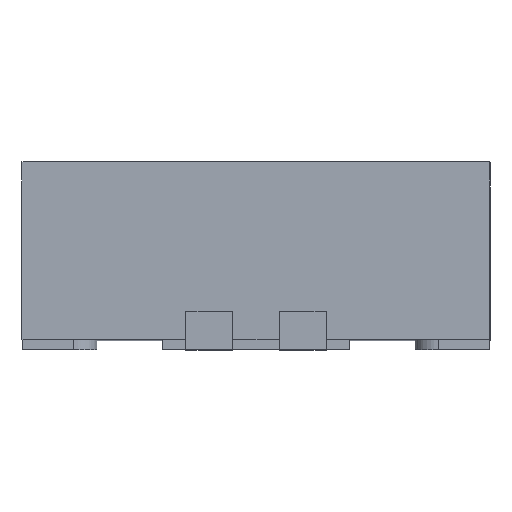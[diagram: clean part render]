
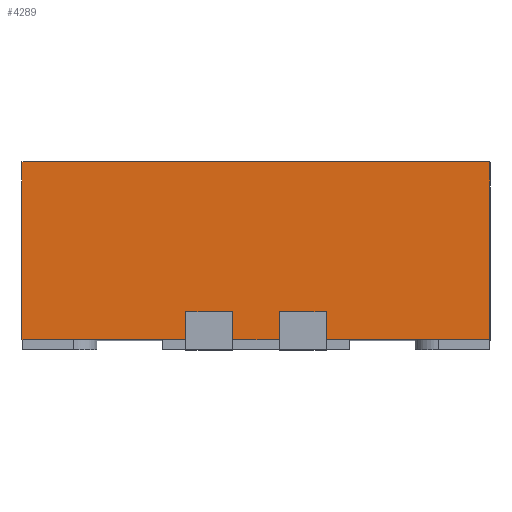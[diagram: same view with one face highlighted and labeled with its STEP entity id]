
A CAD part, top view. The second image highlights one B-rep face of the part: STEP entity #4289.
In plain terms, the highlighted planar face has unit normal (0, 0, 1).
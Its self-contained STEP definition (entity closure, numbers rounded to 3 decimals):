
#193 = DIRECTION ( 'NONE',  ( 1., 0., 0. ) ) ;
#271 = VECTOR ( 'NONE', #1100, 1000. ) ;
#283 = VECTOR ( 'NONE', #3100, 1000. ) ;
#317 = CARTESIAN_POINT ( 'NONE',  ( 1.25, 1., 1.5 ) ) ;
#338 = VECTOR ( 'NONE', #2757, 1000. ) ;
#373 = DIRECTION ( 'NONE',  ( 0., -1., 0. ) ) ;
#402 = LINE ( 'NONE', #456, #1301 ) ;
#408 = ORIENTED_EDGE ( 'NONE', *, *, #1661, .T. ) ;
#448 = VECTOR ( 'NONE', #3160, 1000. ) ;
#456 = CARTESIAN_POINT ( 'NONE',  ( -1.25, 0.05, 1.5 ) ) ;
#570 = EDGE_CURVE ( 'NONE', #2308, #1079, #3506, .T. ) ;
#598 = VERTEX_POINT ( 'NONE', #1145 ) ;
#612 = LINE ( 'NONE', #2882, #3458 ) ;
#636 = CARTESIAN_POINT ( 'NONE',  ( -0.125, 0.672, 1.5 ) ) ;
#641 = LINE ( 'NONE', #1834, #271 ) ;
#701 = EDGE_CURVE ( 'NONE', #4857, #2189, #4643, .T. ) ;
#754 = CARTESIAN_POINT ( 'NONE',  ( -1.25, 0.05, 1.5 ) ) ;
#803 = EDGE_CURVE ( 'NONE', #3370, #3072, #402, .T. ) ;
#877 = CARTESIAN_POINT ( 'NONE',  ( 0.125, 0.672, 1.5 ) ) ;
#922 = DIRECTION ( 'NONE',  ( 1., 0., 0. ) ) ;
#976 = EDGE_CURVE ( 'NONE', #3955, #2189, #1810, .T. ) ;
#1018 = CARTESIAN_POINT ( 'NONE',  ( 0.125, 0.2, 1.5 ) ) ;
#1042 = LINE ( 'NONE', #636, #3631 ) ;
#1069 = EDGE_CURVE ( 'NONE', #2046, #1141, #2743, .T. ) ;
#1079 = VERTEX_POINT ( 'NONE', #2711 ) ;
#1088 = CARTESIAN_POINT ( 'NONE',  ( 0.375, 0.672, 1.5 ) ) ;
#1100 = DIRECTION ( 'NONE',  ( 0., -1., 0. ) ) ;
#1121 = CARTESIAN_POINT ( 'NONE',  ( -1.25, 1., 1.5 ) ) ;
#1141 = VERTEX_POINT ( 'NONE', #317 ) ;
#1145 = CARTESIAN_POINT ( 'NONE',  ( -0.375, 0.2, 1.5 ) ) ;
#1260 = DIRECTION ( 'NONE',  ( 0., -1., 0. ) ) ;
#1278 = DIRECTION ( 'NONE',  ( 1., 0., 0. ) ) ;
#1301 = VECTOR ( 'NONE', #1278, 1000. ) ;
#1347 = EDGE_CURVE ( 'NONE', #1141, #1079, #3054, .T. ) ;
#1468 = LINE ( 'NONE', #3321, #3426 ) ;
#1555 = ORIENTED_EDGE ( 'NONE', *, *, #1347, .F. ) ;
#1585 = DIRECTION ( 'NONE',  ( 0., -1., 0. ) ) ;
#1661 = EDGE_CURVE ( 'NONE', #2046, #3370, #641, .T. ) ;
#1751 = ORIENTED_EDGE ( 'NONE', *, *, #701, .F. ) ;
#1810 = LINE ( 'NONE', #1907, #4211 ) ;
#1834 = CARTESIAN_POINT ( 'NONE',  ( -1.25, 5.905, 1.5 ) ) ;
#1907 = CARTESIAN_POINT ( 'NONE',  ( -1.25, 0.05, 1.5 ) ) ;
#1954 = ORIENTED_EDGE ( 'NONE', *, *, #2330, .F. ) ;
#2046 = VERTEX_POINT ( 'NONE', #4058 ) ;
#2068 = EDGE_CURVE ( 'NONE', #598, #4716, #1468, .T. ) ;
#2081 = CARTESIAN_POINT ( 'NONE',  ( -0.125, 0.2, 1.5 ) ) ;
#2098 = EDGE_CURVE ( 'NONE', #2820, #2308, #4321, .T. ) ;
#2115 = EDGE_LOOP ( 'NONE', ( #4387, #4700, #1751, #3525, #4021, #3699, #1555, #4809, #408, #2888, #1954, #4200 ) ) ;
#2189 = VERTEX_POINT ( 'NONE', #2316 ) ;
#2199 = PLANE ( 'NONE',  #3400 ) ;
#2276 = DIRECTION ( 'NONE',  ( 0., -1., 0. ) ) ;
#2308 = VERTEX_POINT ( 'NONE', #4036 ) ;
#2316 = CARTESIAN_POINT ( 'NONE',  ( 0.125, 0.05, 1.5 ) ) ;
#2318 = FACE_OUTER_BOUND ( 'NONE', #2115, .T. ) ;
#2330 = EDGE_CURVE ( 'NONE', #598, #3072, #2979, .T. ) ;
#2604 = DIRECTION ( 'NONE',  ( 0., 0., -1. ) ) ;
#2711 = CARTESIAN_POINT ( 'NONE',  ( 1.25, 0.05, 1.5 ) ) ;
#2743 = LINE ( 'NONE', #1121, #338 ) ;
#2757 = DIRECTION ( 'NONE',  ( 1., 0., 0. ) ) ;
#2811 = VECTOR ( 'NONE', #1260, 1000. ) ;
#2820 = VERTEX_POINT ( 'NONE', #4900 ) ;
#2882 = CARTESIAN_POINT ( 'NONE',  ( 0.125, 0.2, 1.5 ) ) ;
#2888 = ORIENTED_EDGE ( 'NONE', *, *, #803, .T. ) ;
#2979 = LINE ( 'NONE', #3203, #4877 ) ;
#3054 = LINE ( 'NONE', #3603, #3180 ) ;
#3072 = VERTEX_POINT ( 'NONE', #5229 ) ;
#3100 = DIRECTION ( 'NONE',  ( 1., 0., 0. ) ) ;
#3160 = DIRECTION ( 'NONE',  ( 0., -1., 0. ) ) ;
#3175 = CARTESIAN_POINT ( 'NONE',  ( -0.125, 0.05, 1.5 ) ) ;
#3180 = VECTOR ( 'NONE', #373, 1000. ) ;
#3203 = CARTESIAN_POINT ( 'NONE',  ( -0.375, 0.672, 1.5 ) ) ;
#3321 = CARTESIAN_POINT ( 'NONE',  ( -0.375, 0.2, 1.5 ) ) ;
#3370 = VERTEX_POINT ( 'NONE', #754 ) ;
#3400 = AXIS2_PLACEMENT_3D ( 'NONE', #4998, #2604, #5032 ) ;
#3426 = VECTOR ( 'NONE', #4160, 1000. ) ;
#3458 = VECTOR ( 'NONE', #922, 1000. ) ;
#3506 = LINE ( 'NONE', #4740, #283 ) ;
#3525 = ORIENTED_EDGE ( 'NONE', *, *, #3687, .T. ) ;
#3603 = CARTESIAN_POINT ( 'NONE',  ( 1.25, 5.905, 1.5 ) ) ;
#3631 = VECTOR ( 'NONE', #2276, 1000. ) ;
#3687 = EDGE_CURVE ( 'NONE', #4857, #2820, #612, .T. ) ;
#3699 = ORIENTED_EDGE ( 'NONE', *, *, #570, .T. ) ;
#3955 = VERTEX_POINT ( 'NONE', #3175 ) ;
#4021 = ORIENTED_EDGE ( 'NONE', *, *, #2098, .T. ) ;
#4036 = CARTESIAN_POINT ( 'NONE',  ( 0.375, 0.05, 1.5 ) ) ;
#4058 = CARTESIAN_POINT ( 'NONE',  ( -1.25, 1., 1.5 ) ) ;
#4160 = DIRECTION ( 'NONE',  ( 1., 0., 0. ) ) ;
#4200 = ORIENTED_EDGE ( 'NONE', *, *, #2068, .T. ) ;
#4211 = VECTOR ( 'NONE', #193, 1000. ) ;
#4289 = ADVANCED_FACE ( 'NONE', ( #2318 ), #2199, .F. ) ;
#4321 = LINE ( 'NONE', #1088, #448 ) ;
#4387 = ORIENTED_EDGE ( 'NONE', *, *, #4410, .T. ) ;
#4410 = EDGE_CURVE ( 'NONE', #4716, #3955, #1042, .T. ) ;
#4643 = LINE ( 'NONE', #877, #2811 ) ;
#4700 = ORIENTED_EDGE ( 'NONE', *, *, #976, .T. ) ;
#4716 = VERTEX_POINT ( 'NONE', #2081 ) ;
#4740 = CARTESIAN_POINT ( 'NONE',  ( -1.25, 0.05, 1.5 ) ) ;
#4809 = ORIENTED_EDGE ( 'NONE', *, *, #1069, .F. ) ;
#4857 = VERTEX_POINT ( 'NONE', #1018 ) ;
#4877 = VECTOR ( 'NONE', #1585, 1000. ) ;
#4900 = CARTESIAN_POINT ( 'NONE',  ( 0.375, 0.2, 1.5 ) ) ;
#4998 = CARTESIAN_POINT ( 'NONE',  ( -1.25, 5.905, 1.5 ) ) ;
#5032 = DIRECTION ( 'NONE',  ( -1., 0., 0. ) ) ;
#5229 = CARTESIAN_POINT ( 'NONE',  ( -0.375, 0.05, 1.5 ) ) ;
